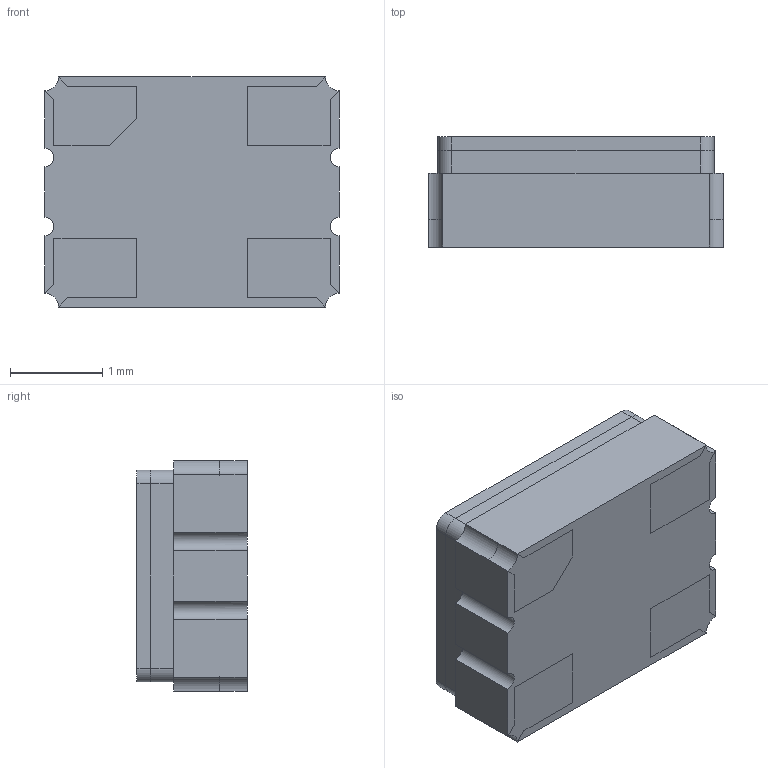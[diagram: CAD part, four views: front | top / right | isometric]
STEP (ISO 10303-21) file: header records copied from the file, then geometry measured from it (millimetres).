
FILE_DESCRIPTION (( 'STEP AP214' ), '1' );
FILE_NAME ('ASEDV.STEP', '2020-02-20T09:07:25', ( '' ), ( '' ), 'SwSTEP 2.0', 'SolidWorks 2018', '' );
FILE_SCHEMA (( 'AUTOMOTIVE_DESIGN' ));
Length unit declared in the file: millimetre
Products named in the file (1): ASEDV
Bounding box: 3.2 x 1.2 x 2.5 mm (x, y, z)
Volume: 9 mm3; surface area: 55.1 mm2
Topology: 12 solids, 12 shells, 204 faces, 520 edges, 332 vertices
Faces by surface type: plane 136, bspline 34, cylinder 30, torus 4
Entity records: 8357 total; most frequent: CARTESIAN_POINT 2651, ORIENTED_EDGE 1024, DIRECTION 870, EDGE_CURVE 512, VECTOR 376, LINE 376, VERTEX_POINT 332, AXIS2_PLACEMENT_3D 247
